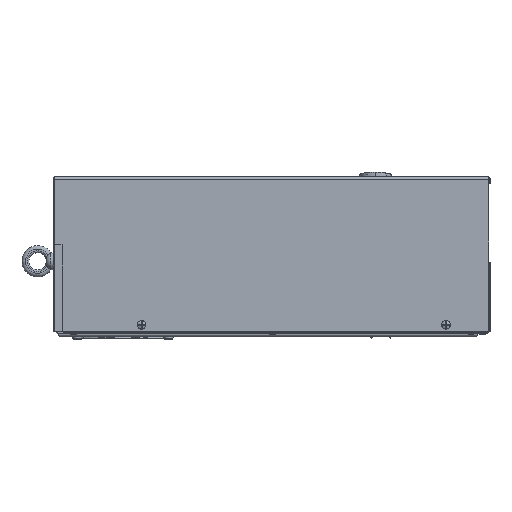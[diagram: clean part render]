
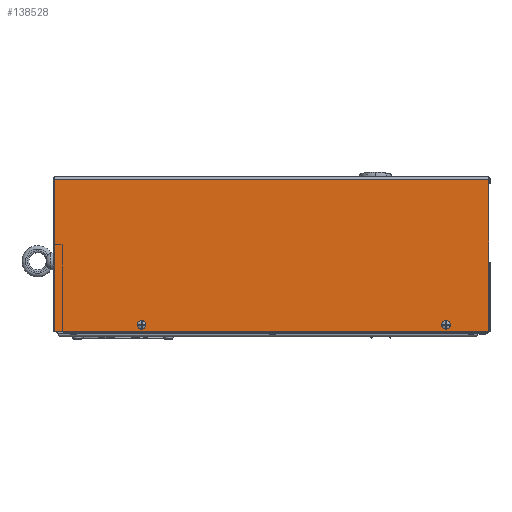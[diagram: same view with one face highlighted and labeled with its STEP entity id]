
A CAD part, left-side view. The second image highlights one B-rep face of the part: STEP entity #138528.
In plain terms, the highlighted planar face has unit normal (-1, 0, 0).
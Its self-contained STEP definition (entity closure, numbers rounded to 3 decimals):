
#8503 = CARTESIAN_POINT ( 'NONE',  ( -147.377, -185.875, 53.505 ) ) ;
#9474 = CARTESIAN_POINT ( 'NONE',  ( -147.377, -234.875, 122.005 ) ) ;
#9733 = EDGE_LOOP ( 'NONE', ( #147064 ) ) ;
#17054 = CARTESIAN_POINT ( 'NONE',  ( -147.377, -234.875, 217.005 ) ) ;
#17968 = DIRECTION ( 'NONE',  ( -1., 0., 0. ) ) ;
#18677 = EDGE_CURVE ( 'NONE', #24284, #81886, #63559, .T. ) ;
#24284 = VERTEX_POINT ( 'NONE', #9474 ) ;
#27521 = DIRECTION ( 'NONE',  ( 0., 0., 1. ) ) ;
#30248 = DIRECTION ( 'NONE',  ( 0., 0., 1. ) ) ;
#33651 = CARTESIAN_POINT ( 'NONE',  ( -147.377, 264.125, 42.005 ) ) ;
#38297 = LINE ( 'NONE', #131901, #123914 ) ;
#45414 = VECTOR ( 'NONE', #27521, 1000. ) ;
#48369 = EDGE_CURVE ( 'NONE', #194840, #142662, #51817, .T. ) ;
#51817 = LINE ( 'NONE', #186268, #182903 ) ;
#53795 = AXIS2_PLACEMENT_3D ( 'NONE', #145687, #180118, #77597 ) ;
#56046 = CIRCLE ( 'NONE', #193726, 3.5 ) ;
#60433 = PLANE ( 'NONE',  #53795 ) ;
#63559 = LINE ( 'NONE', #151940, #149158 ) ;
#74590 = CIRCLE ( 'NONE', #109218, 3.5 ) ;
#75134 = ORIENTED_EDGE ( 'NONE', *, *, #164657, .T. ) ;
#77597 = DIRECTION ( 'NONE',  ( 0., 0., 1. ) ) ;
#79483 = EDGE_CURVE ( 'NONE', #194840, #24284, #38297, .T. ) ;
#80867 = CARTESIAN_POINT ( 'NONE',  ( -147.377, 164.125, 53.505 ) ) ;
#81703 = EDGE_LOOP ( 'NONE', ( #156430 ) ) ;
#81886 = VERTEX_POINT ( 'NONE', #179253 ) ;
#81926 = EDGE_CURVE ( 'NONE', #142662, #208434, #181846, .T. ) ;
#82195 = DIRECTION ( 'NONE',  ( -1., 0., 0. ) ) ;
#89841 = ORIENTED_EDGE ( 'NONE', *, *, #81926, .F. ) ;
#90679 = EDGE_LOOP ( 'NONE', ( #89841, #114933, #181604, #127887, #75134 ) ) ;
#95436 = CARTESIAN_POINT ( 'NONE',  ( -147.377, 264.125, 42.005 ) ) ;
#99532 = VERTEX_POINT ( 'NONE', #8503 ) ;
#100986 = DIRECTION ( 'NONE',  ( 0., 1., 0. ) ) ;
#102951 = DIRECTION ( 'NONE',  ( 0., 1., 0. ) ) ;
#109218 = AXIS2_PLACEMENT_3D ( 'NONE', #184689, #82195, #201919 ) ;
#110034 = VERTEX_POINT ( 'NONE', #80867 ) ;
#114933 = ORIENTED_EDGE ( 'NONE', *, *, #48369, .F. ) ;
#117565 = DIRECTION ( 'NONE',  ( 0., 0., 1. ) ) ;
#118385 = FACE_OUTER_BOUND ( 'NONE', #90679, .T. ) ;
#120294 = CARTESIAN_POINT ( 'NONE',  ( -147.377, -185.875, 50.005 ) ) ;
#123914 = VECTOR ( 'NONE', #30248, 1000. ) ;
#127887 = ORIENTED_EDGE ( 'NONE', *, *, #18677, .T. ) ;
#131901 = CARTESIAN_POINT ( 'NONE',  ( -147.377, -234.875, 42.005 ) ) ;
#137496 = DIRECTION ( 'NONE',  ( 0., 0., 1. ) ) ;
#138528 = ADVANCED_FACE ( 'NONE', ( #163877, #169240, #118385 ), #60433, .T. ) ;
#139024 = CARTESIAN_POINT ( 'NONE',  ( -147.377, -234.875, 42.005 ) ) ;
#142662 = VERTEX_POINT ( 'NONE', #33651 ) ;
#144535 = EDGE_CURVE ( 'NONE', #99532, #99532, #56046, .T. ) ;
#145687 = CARTESIAN_POINT ( 'NONE',  ( -147.377, -234.875, 42.005 ) ) ;
#147064 = ORIENTED_EDGE ( 'NONE', *, *, #173705, .F. ) ;
#149158 = VECTOR ( 'NONE', #117565, 1000. ) ;
#151940 = CARTESIAN_POINT ( 'NONE',  ( -147.377, -234.875, 42.005 ) ) ;
#156430 = ORIENTED_EDGE ( 'NONE', *, *, #144535, .F. ) ;
#162754 = CARTESIAN_POINT ( 'NONE',  ( -147.377, 264.125, 217.005 ) ) ;
#163877 = FACE_BOUND ( 'NONE', #81703, .T. ) ;
#164657 = EDGE_CURVE ( 'NONE', #81886, #208434, #177404, .T. ) ;
#169240 = FACE_BOUND ( 'NONE', #9733, .T. ) ;
#173705 = EDGE_CURVE ( 'NONE', #110034, #110034, #74590, .T. ) ;
#177404 = LINE ( 'NONE', #17054, #217545 ) ;
#179253 = CARTESIAN_POINT ( 'NONE',  ( -147.377, -234.875, 217.005 ) ) ;
#180118 = DIRECTION ( 'NONE',  ( -1., 0., 0. ) ) ;
#181604 = ORIENTED_EDGE ( 'NONE', *, *, #79483, .T. ) ;
#181846 = LINE ( 'NONE', #95436, #45414 ) ;
#182903 = VECTOR ( 'NONE', #100986, 1000. ) ;
#184689 = CARTESIAN_POINT ( 'NONE',  ( -147.377, 164.125, 50.005 ) ) ;
#186268 = CARTESIAN_POINT ( 'NONE',  ( -147.377, -234.875, 42.005 ) ) ;
#193726 = AXIS2_PLACEMENT_3D ( 'NONE', #120294, #17968, #137496 ) ;
#194840 = VERTEX_POINT ( 'NONE', #139024 ) ;
#201919 = DIRECTION ( 'NONE',  ( 0., 0., 1. ) ) ;
#208434 = VERTEX_POINT ( 'NONE', #162754 ) ;
#217545 = VECTOR ( 'NONE', #102951, 1000. ) ;
